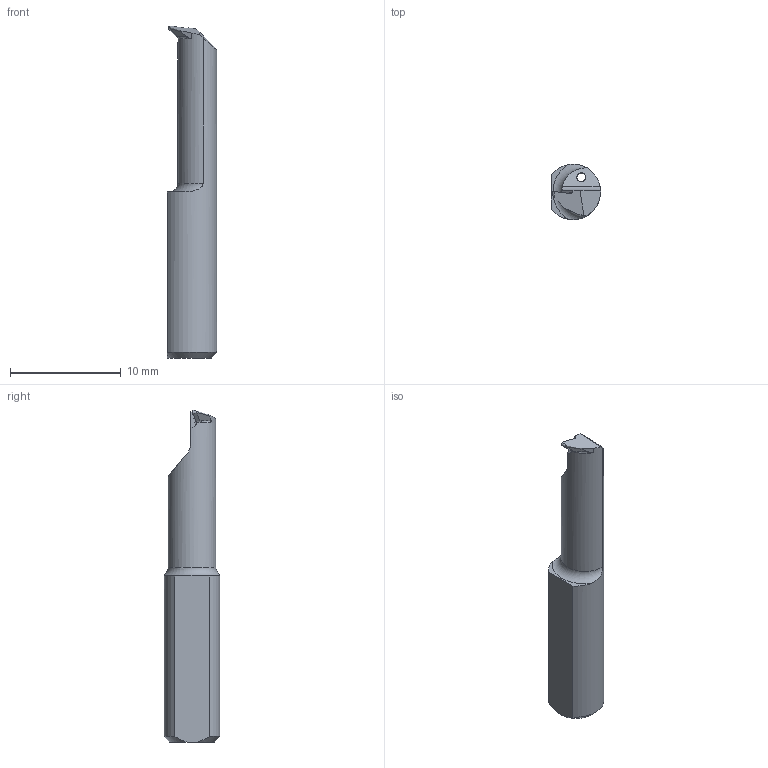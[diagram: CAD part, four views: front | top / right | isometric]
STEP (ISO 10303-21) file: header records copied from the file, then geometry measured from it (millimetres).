
FILE_DESCRIPTION (( 'STEP AP203' ), '1' );
FILE_NAME ('LP47T5-15.step', '2024-01-25T11:28:20', ( '' ), ( '' ), 'SwSTEP 2.0', 'SolidWorks 2022', '' );
FILE_SCHEMA (( 'CONFIG_CONTROL_DESIGN' ));
Length unit declared in the file: millimetre
Products named in the file (1): LP47T5-15
Bounding box: 4.45 x 5 x 30 mm (x, y, z)
Volume: 407.5 mm3; surface area: 486.8 mm2
Topology: 1 solids, 1 shells, 24 faces, 68 edges, 46 vertices
Faces by surface type: plane 14, cylinder 5, torus 3, cone 1, bspline 1
Full cylindrical faces by diameter (mm): 0.8 x1
Entity records: 961 total; most frequent: CARTESIAN_POINT 318, ORIENTED_EDGE 132, DIRECTION 96, EDGE_CURVE 66, VERTEX_POINT 45, AXIS2_PLACEMENT_3D 33, VECTOR 30, LINE 30
